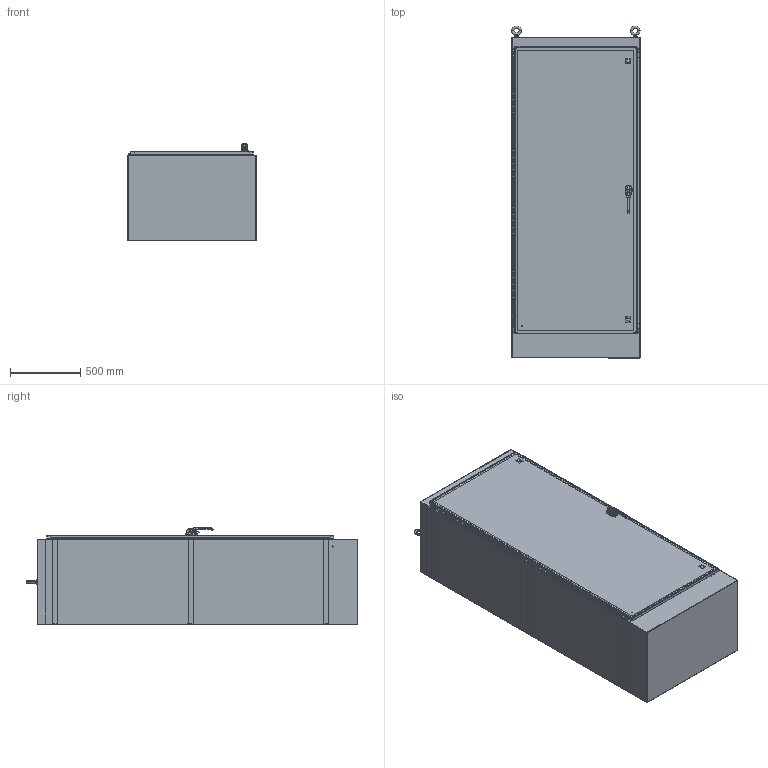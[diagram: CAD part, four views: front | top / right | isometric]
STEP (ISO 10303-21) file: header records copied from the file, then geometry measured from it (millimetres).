
FILE_DESCRIPTION (( 'STEP AP214' ), '1' );
FILE_NAME ('WA903624SSFSN43PT.STEP', '2016-02-16T13:36:39', ( '' ), ( '' ), 'SwSTEP 2.0', 'SolidWorks 2014', '' );
FILE_SCHEMA (( 'AUTOMOTIVE_DESIGN' ));
Length unit declared in the file: inch
Products named in the file (53): 30254; HFW32451; FUN00132_22.75(_DQ); 37031; SPACER; WA24SSFSN43PT-EBA; HFW31712; 1225-05; WA3624SSFSN43PT-TOP; 1091-BR11_AF0; 1000-02; WA3624SSFSN43PT-BTM; SUPPORT-ROLL_AF0; 1000-277-01; WA9024SSFSN43PT-RS; PLASTIC-ROLLER-CAM_AF0_ASM; DIN985_M10; WA9024SSFSN43PT-LS; LOCK-NUT_AF0; D125B_10_5; WA9036SSFSN43PT-FB; 7379-M6-8X25_AF0; 1091-76; PLASTIC-ROLLER-CAM_AF1; 2100-11; WA903624SSFSN43PT; 1091-903_AF0; DIN3771_16X2_5; 1091-903_AF0_2; 1091-75; 1091-903_AF0_1; 1091-B11_ASM; 328131-78; 1091-74-01; 328131P-78; 1091-74-03; WA9036SSFSN43PT-FIP; 328131L-78; 1091-73; 349131 ...
Assembly tree (74 placements, depth 5):
  WA903624SSFSN43PT
    WA9036SSFSN43PT-FB
    WA9024SSFSN43PT-LS
    WA9024SSFSN43PT-RS
    WA3624SSFSN43PT-BTM
    WA3624SSFSN43PT-TOP
    WA24SSFSN43PT-EBA  x2
    FUN00132_22.75(_DQ)
    38846  x2
    FUN00132_23.75(_DQ)  x5
    WA9036SSFSN43PT-DR
    HFW31234  x2
    328131-78
      328131T-78
      328131L-78
      328131P-78
    SS_LARGE_DOOR_ROD_ASSM-37031
      HFW31712
        1091-903_AF0
          1091-903_AF0_1
          1091-903_AF0_2
        PLASTIC-ROLLER-CAM_AF0_ASM
          PLASTIC-ROLLER-CAM_AF1
          7379-M6-8X25_AF0
          LOCK-NUT_AF0
        SUPPORT-ROLL_AF0
        1091-BR11_AF0
      37031  x2
      30254  x2
      HFW3762  x4
      31230  x2
      3862  x2
    HFW32451
      1091-73
      1091-B11_ASM
        1091-74-03
        1091-74-01
      1091-75
      DIN3771_16X2_5
      2100-11
      1091-76
      D125B_10_5
      DIN985_M10
      1000-277-01  x2
      1000-02
      1225-05
      SPACER
    HFW31235  x2
    HFW369101  x4
    316298  x2
    HFW3026  x2
    349131  x2
    WA9036SSFSN43PT-FIP
Bounding box: 917.58 x 2368.49 x 697.88 mm (x, y, z)
Volume: 22960223.7 mm3; surface area: 18810539.7 mm2
Topology: 66 solids, 67 shells, 3601 faces, 9145 edges, 5481 vertices
Faces by surface type: cylinder 1352, plane 1309, torus 413, bspline 232, cone 196, sphere 99
Entity records: 151719 total; most frequent: CARTESIAN_POINT 43121, DIRECTION 14858, ORIENTED_EDGE 14262, EDGE_CURVE 7209, AXIS2_PLACEMENT_3D 5554, VERTEX_POINT 4399, LINE 3750, VECTOR 3750
